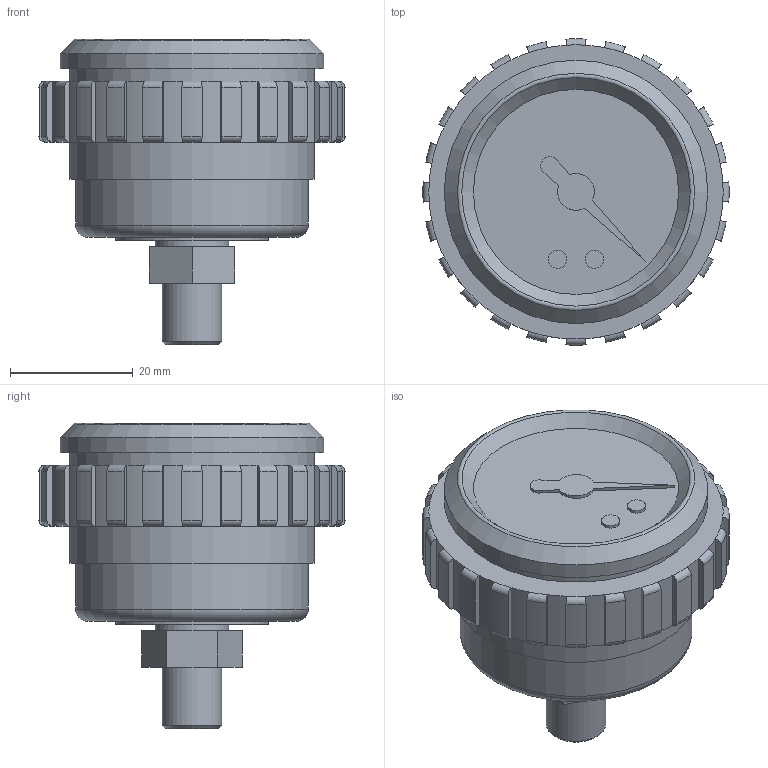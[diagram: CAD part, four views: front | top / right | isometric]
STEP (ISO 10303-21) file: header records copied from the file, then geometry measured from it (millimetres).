
FILE_DESCRIPTION( ( 'Unknown' ), '1' );
FILE_NAME( '3101602.stp', 'Unknown', ( 'Unknown' ), ( 'Unknown' ), 'XStep 1.0', 'Unknown', ' ' );
FILE_SCHEMA( ( 'CONFIG_CONTROL_DESIGN' ) );
Length unit declared in the file: millimetre
Products named in the file (1): 1
Bounding box: 49.99 x 49.99 x 49.79 mm (x, y, z)
Volume: 46149.6 mm3; surface area: 9659.5 mm2
Topology: 1 solids, 1 shells, 186 faces, 415 edges, 243 vertices
Faces by surface type: plane 72, cylinder 61, torus 50, cone 3
Full cylindrical faces by diameter (mm): 3 x2, 4.2 x1, 9.73 x1, 12 x1, 25 x1, 38 x1, 40 x2, 43 x1
Entity records: 5151 total; most frequent: DIRECTION 1045, CARTESIAN_POINT 830, ORIENTED_EDGE 800, AXIS2_PLACEMENT_3D 458, EDGE_CURVE 400, CIRCLE 271, VERTEX_POINT 243, EDGE_LOOP 213
